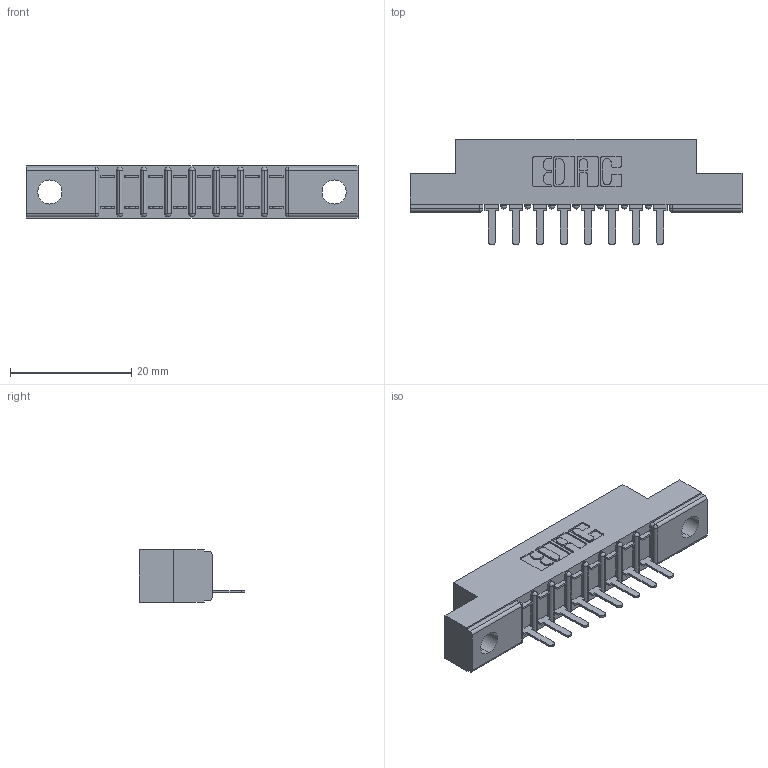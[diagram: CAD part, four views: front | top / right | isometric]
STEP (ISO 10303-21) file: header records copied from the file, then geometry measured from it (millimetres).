
FILE_DESCRIPTION (( 'STEP AP203' ), '1' );
FILE_NAME ('357-008-521-104.STEP', '2019-09-16T17:39:02', ( '' ), ( '' ), 'SwSTEP 2.0', 'SolidWorks 2016', '' );
FILE_SCHEMA (( 'CONFIG_CONTROL_DESIGN' ));
Length unit declared in the file: inch
Products named in the file (3): 307-290-002_521; 357-008-521-104; 307 Part_.156 Dia Mounting Holes
Assembly tree (9 placements, depth 2):
  357-008-521-104
    307 Part_.156 Dia Mounting Holes
    307-290-002_521  x8
Bounding box: 54.71 x 17.42 x 8.71 mm (x, y, z)
Volume: 3499.1 mm3; surface area: 5481.5 mm2
Topology: 9 solids, 9 shells, 733 faces, 2215 edges, 1450 vertices
Faces by surface type: plane 444, cylinder 271, sphere 18
Entity records: 12186 total; most frequent: CARTESIAN_POINT 2054, ORIENTED_EDGE 2042, DIRECTION 2003, EDGE_CURVE 1021, LINE 773, VECTOR 773, VERTEX_POINT 666, AXIS2_PLACEMENT_3D 615
